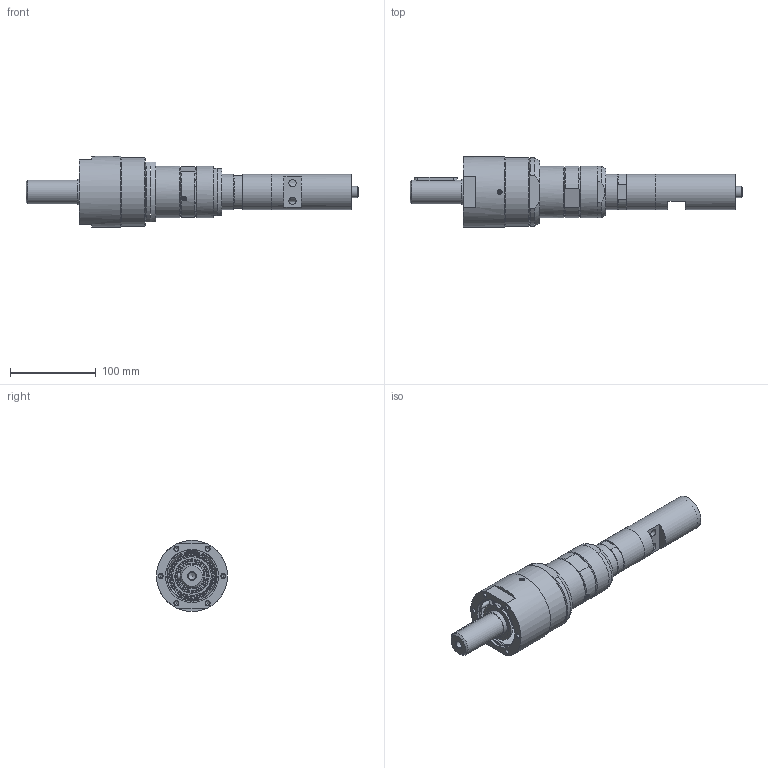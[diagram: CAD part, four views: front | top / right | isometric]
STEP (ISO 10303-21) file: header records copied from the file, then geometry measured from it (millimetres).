
FILE_DESCRIPTION(/* description */ (''),/* implementation_level */ '2;1');
FILE_NAME(/* name */ 'MUB 23-7_60009185.stp',/* time_stamp */ '2019-05-27T16:58:32+02:00',/* author */ ('flambert'),/* organization */ (''),/* preprocessor_version */ 'ST-DEVELOPER v17',/* originating_system */ 'Autodesk Inventor 2018',/* authorisation */ '');
FILE_SCHEMA (('AUTOMOTIVE_DESIGN { 1 0 10303 214 3 1 1 }'));
Length unit declared in the file: millimetre
Products named in the file (1): MUB 23-7_60009185
Bounding box: 388 x 83 x 83 mm (x, y, z)
Volume: 893940.3 mm3; surface area: 97568 mm2
Topology: 1 solids, 61 shells, 576 faces, 1359 edges, 928 vertices
Faces by surface type: cylinder 249, cone 200, plane 110, torus 13, sphere 4
Full cylindrical faces by diameter (mm): 1.55 x4, 2 x2, 2.5 x2, 3.3 x2, 3.6 x2, 4 x3, 4.917 x6, 5 x2, 5.5 x2, 8 x1, 8.376 x1, 8.5 x1, 8.566 x2, 13 x1, 28 x1, 30 x2, 36 x1, 36.5 x1, 38 x1, 39 x1, 39.5 x1, 40 x1, 41.5 x3, 42 x1, 45 x1, 60 x2, 62 x2, 65 x1, 67 x1, 67.4 x1
Entity records: 18429 total; most frequent: CARTESIAN_POINT 4705, DIRECTION 2782, ORIENTED_EDGE 2702, EDGE_CURVE 1351, AXIS2_PLACEMENT_3D 1214, VERTEX_POINT 928, CIRCLE 637, EDGE_LOOP 629
